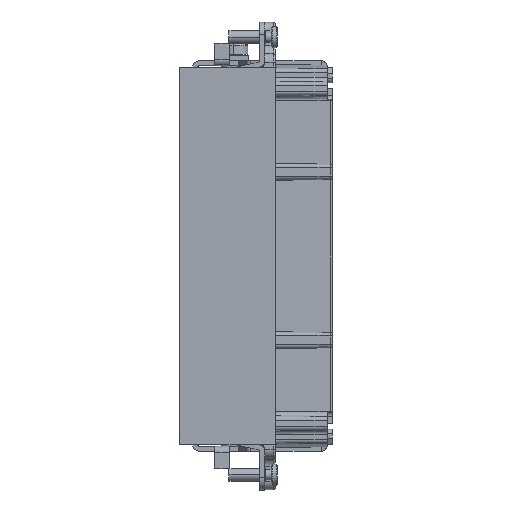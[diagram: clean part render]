
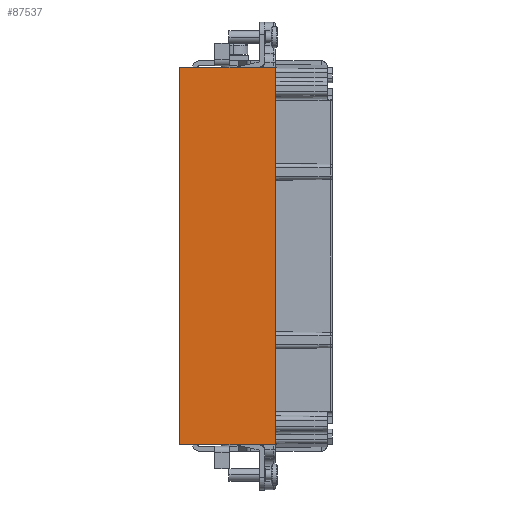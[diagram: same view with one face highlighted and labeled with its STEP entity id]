
A CAD part, left-side view. The second image highlights one B-rep face of the part: STEP entity #87537.
In plain terms, the highlighted planar face has unit normal (-1, 0, 0).
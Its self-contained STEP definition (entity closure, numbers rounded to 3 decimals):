
#489=DIRECTION('',(0.,0.,-1.));
#490=VECTOR('',#489,89.8);
#491=CARTESIAN_POINT('',(-17.,0.,74.9));
#492=LINE('',#491,#490);
#10197=DIRECTION('',(0.,1.,0.));
#10198=VECTOR('',#10197,22.7);
#10199=CARTESIAN_POINT('',(-17.,0.,-14.9));
#10200=LINE('',#10199,#10198);
#14547=DIRECTION('',(0.,1.,0.));
#14548=VECTOR('',#14547,22.7);
#14549=CARTESIAN_POINT('',(-17.,0.,74.9));
#14550=LINE('',#14549,#14548);
#14551=DIRECTION('',(0.,0.,-1.));
#14552=VECTOR('',#14551,89.8);
#14553=CARTESIAN_POINT('',(-17.,22.7,74.9));
#14554=LINE('',#14553,#14552);
#57190=CARTESIAN_POINT('',(-17.,0.,74.9));
#57191=CARTESIAN_POINT('',(-17.,0.,-14.9));
#57192=VERTEX_POINT('',#57190);
#57193=VERTEX_POINT('',#57191);
#57198=CARTESIAN_POINT('',(-17.,22.7,74.9));
#57199=CARTESIAN_POINT('',(-17.,22.7,-14.9));
#57200=VERTEX_POINT('',#57198);
#57201=VERTEX_POINT('',#57199);
#87525=CARTESIAN_POINT('',(-17.,0.,-14.9));
#87526=DIRECTION('',(-1.,0.,0.));
#87527=DIRECTION('',(0.,0.,1.));
#87528=AXIS2_PLACEMENT_3D('',#87525,#87526,#87527);
#87529=PLANE('',#87528);
#87530=ORIENTED_EDGE('',*,*,#74166,.T.);
#87531=ORIENTED_EDGE('',*,*,#81434,.T.);
#87533=ORIENTED_EDGE('',*,*,#87532,.F.);
#87534=ORIENTED_EDGE('',*,*,#84679,.F.);
#87535=EDGE_LOOP('',(#87530,#87531,#87533,#87534));
#87536=FACE_OUTER_BOUND('',#87535,.F.);
#87537=ADVANCED_FACE('',(#87536),#87529,.T.);
#74166=EDGE_CURVE('',#57192,#57193,#492,.T.);
#81434=EDGE_CURVE('',#57193,#57201,#10200,.T.);
#84679=EDGE_CURVE('',#57192,#57200,#14550,.T.);
#87532=EDGE_CURVE('',#57200,#57201,#14554,.T.);
